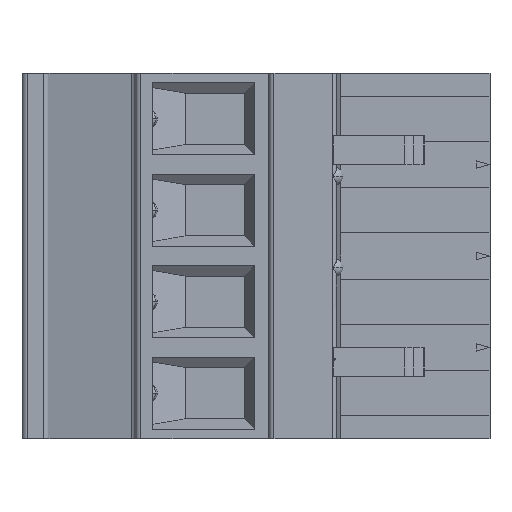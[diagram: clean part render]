
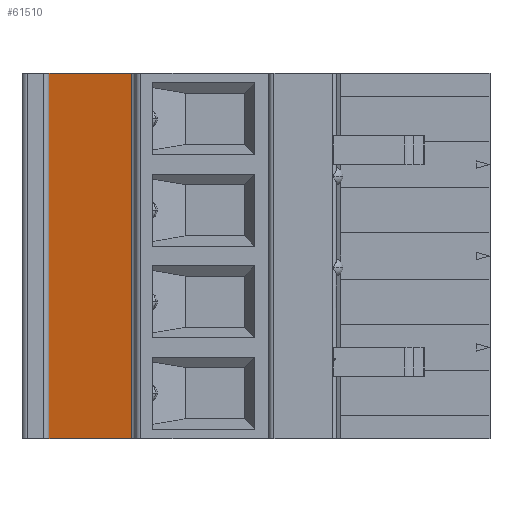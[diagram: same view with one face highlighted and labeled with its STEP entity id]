
A CAD part, left-side view. The second image highlights one B-rep face of the part: STEP entity #61510.
In plain terms, the highlighted planar face has unit normal (-0.966, 0.259, 0).
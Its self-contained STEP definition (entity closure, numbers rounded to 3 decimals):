
#7890=CARTESIAN_POINT('',(6.328,92.815,
   -2.38));
#7900=VERTEX_POINT('',#7890);
#7930=CARTESIAN_POINT('',(-6.229,45.95
   ,-2.38));
#7940=DIRECTION('',(-0.259,-0.966,
   0.));
#7950=VECTOR('',#7940,1.);
#7960=LINE('',#7930,#7950);
#7970=CARTESIAN_POINT('',(7.555,97.393,
   -2.38));
#7980=VERTEX_POINT('',#7970);
#7990=EDGE_CURVE('',#7980,#7900,#7960,.T.);
#15990=CARTESIAN_POINT('',(6.328,92.815
   ,-22.7));
#16000=VERTEX_POINT('',#15990);
#16050=CARTESIAN_POINT('',(6.328,92.815
   ,-20.16));
#16060=DIRECTION('',(0.,0.,
   -1.));
#16070=VECTOR('',#16060,1.);
#16080=LINE('',#16050,#16070);
#16090=EDGE_CURVE('',#7900,#16000,#16080,.T.);
#16700=CARTESIAN_POINT('',(7.555,97.393
   ,-22.7));
#16710=VERTEX_POINT('',#16700);
#16760=CARTESIAN_POINT('',(7.555,97.393
   ,-20.16));
#16770=DIRECTION('',(0.,0.,
   1.));
#16780=VECTOR('',#16770,1.);
#16790=LINE('',#16760,#16780);
#16800=EDGE_CURVE('',#16710,#7980,#16790,.T.);
#61350=CARTESIAN_POINT('',(7.555,97.393
   ,-20.16));
#61360=DIRECTION('',(-0.966,0.259,
   0.));
#61370=DIRECTION('',(-0.259,-0.966,
   0.));
#61380=AXIS2_PLACEMENT_3D('',#61350,#61360,#61370);
#61390=PLANE('',#61380);
#61400=CARTESIAN_POINT('',(-6.229,
   45.95,-22.7));
#61410=DIRECTION('',(0.259,0.966,
   0.));
#61420=VECTOR('',#61410,1.);
#61430=LINE('',#61400,#61420);
#61440=EDGE_CURVE('',#16000,#16710,#61430,.T.);
#61450=ORIENTED_EDGE('',*,*,#61440,.F.);
#61460=ORIENTED_EDGE('',*,*,#16800,.F.);
#61470=ORIENTED_EDGE('',*,*,#7990,.F.);
#61480=ORIENTED_EDGE('',*,*,#16090,.F.);
#61490=EDGE_LOOP('',(#61480,#61470,#61460,#61450));
#61500=FACE_OUTER_BOUND('',#61490,.T.);
#61510=ADVANCED_FACE('',(#61500),#61390,.T.);
